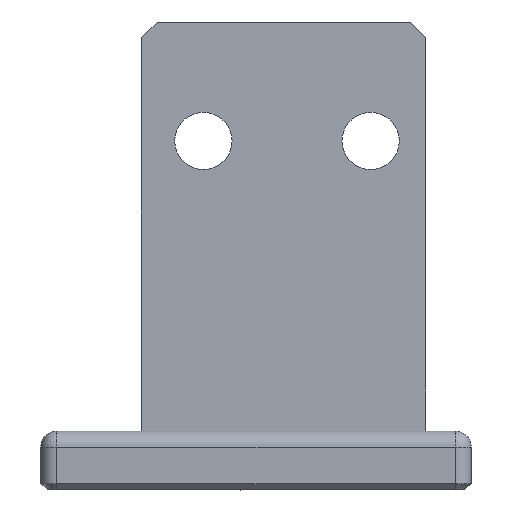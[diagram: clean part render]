
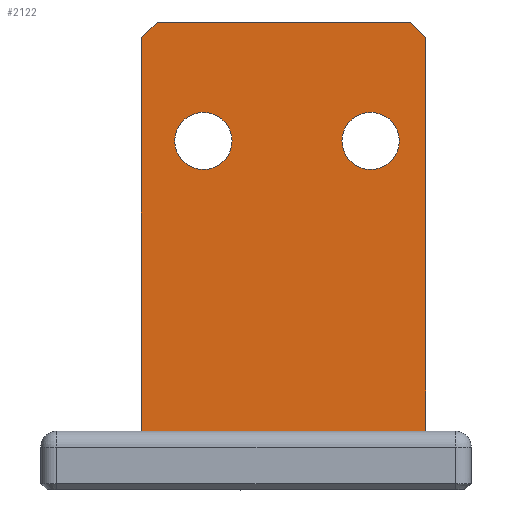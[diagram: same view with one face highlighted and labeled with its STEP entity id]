
A CAD part, left-side view. The second image highlights one B-rep face of the part: STEP entity #2122.
In plain terms, the highlighted planar face has unit normal (-1, 0, 0).
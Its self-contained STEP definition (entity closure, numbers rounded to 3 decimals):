
#68=FACE_BOUND('',#354,.T.);
#69=FACE_BOUND('',#355,.T.);
#121=PLANE('',#2303);
#217=FACE_OUTER_BOUND('',#353,.T.);
#353=EDGE_LOOP('',(#1648,#1649,#1650,#1651,#1652,#1653));
#354=EDGE_LOOP('',(#1654));
#355=EDGE_LOOP('',(#1655));
#490=CIRCLE('',#2304,1.8);
#491=CIRCLE('',#2305,1.8);
#593=LINE('',#3381,#788);
#612=LINE('',#3431,#807);
#613=LINE('',#3434,#808);
#615=LINE('',#3438,#810);
#616=LINE('',#3440,#811);
#617=LINE('',#3441,#812);
#788=VECTOR('',#2655,10.);
#807=VECTOR('',#2690,10.);
#808=VECTOR('',#2693,10.);
#810=VECTOR('',#2697,10.);
#811=VECTOR('',#2698,10.);
#812=VECTOR('',#2699,10.);
#994=VERTEX_POINT('',#3377);
#995=VERTEX_POINT('',#3379);
#1018=VERTEX_POINT('',#3429);
#1019=VERTEX_POINT('',#3433);
#1020=VERTEX_POINT('',#3437);
#1021=VERTEX_POINT('',#3439);
#1022=VERTEX_POINT('',#3442);
#1023=VERTEX_POINT('',#3444);
#1228=EDGE_CURVE('',#995,#994,#593,.T.);
#1253=EDGE_CURVE('',#1018,#995,#612,.T.);
#1254=EDGE_CURVE('',#994,#1019,#613,.T.);
#1256=EDGE_CURVE('',#1020,#1018,#615,.T.);
#1257=EDGE_CURVE('',#1020,#1021,#616,.T.);
#1258=EDGE_CURVE('',#1019,#1021,#617,.T.);
#1259=EDGE_CURVE('',#1022,#1022,#490,.F.);
#1260=EDGE_CURVE('',#1023,#1023,#491,.F.);
#1648=ORIENTED_EDGE('',*,*,#1228,.F.);
#1649=ORIENTED_EDGE('',*,*,#1253,.F.);
#1650=ORIENTED_EDGE('',*,*,#1256,.F.);
#1651=ORIENTED_EDGE('',*,*,#1257,.T.);
#1652=ORIENTED_EDGE('',*,*,#1258,.F.);
#1653=ORIENTED_EDGE('',*,*,#1254,.F.);
#1654=ORIENTED_EDGE('',*,*,#1259,.F.);
#1655=ORIENTED_EDGE('',*,*,#1260,.F.);
#2122=ADVANCED_FACE('',(#217,#68,#69),#121,.F.);
#2303=AXIS2_PLACEMENT_3D('',#3436,#2695,#2696);
#2304=AXIS2_PLACEMENT_3D('',#3443,#2700,#2701);
#2305=AXIS2_PLACEMENT_3D('',#3445,#2702,#2703);
#2655=DIRECTION('',(0.,1.,0.));
#2690=DIRECTION('',(0.,0.,-1.));
#2693=DIRECTION('',(0.,0.,1.));
#2695=DIRECTION('center_axis',(1.,0.,0.));
#2696=DIRECTION('ref_axis',(0.,1.,0.));
#2697=DIRECTION('',(0.,-0.707,-0.707));
#2698=DIRECTION('',(0.,1.,0.));
#2699=DIRECTION('',(0.,-0.707,0.707));
#2700=DIRECTION('center_axis',(1.,0.,0.));
#2701=DIRECTION('ref_axis',(0.,1.,0.));
#2702=DIRECTION('center_axis',(1.,0.,0.));
#2703=DIRECTION('ref_axis',(0.,1.,0.));
#3377=CARTESIAN_POINT('',(132.764,-60.617,-9.599));
#3379=CARTESIAN_POINT('',(132.764,-78.467,-9.599));
#3381=CARTESIAN_POINT('',(132.764,-68.792,-9.599));
#3429=CARTESIAN_POINT('',(132.764,-78.467,15.151));
#3431=CARTESIAN_POINT('',(132.764,-78.467,1.813));
#3433=CARTESIAN_POINT('',(132.764,-60.617,15.101));
#3434=CARTESIAN_POINT('',(132.764,-60.617,3.608));
#3436=CARTESIAN_POINT('Origin',(132.764,-69.767,2.615));
#3437=CARTESIAN_POINT('',(132.764,-77.517,16.101));
#3438=CARTESIAN_POINT('',(132.764,-79.201,14.417));
#3439=CARTESIAN_POINT('',(132.764,-61.617,16.101));
#3440=CARTESIAN_POINT('',(132.764,-69.767,16.101));
#3441=CARTESIAN_POINT('',(132.764,-59.933,14.417));
#3442=CARTESIAN_POINT('',(132.764,-76.817,8.629));
#3443=CARTESIAN_POINT('Origin',(132.764,-75.017,8.629));
#3444=CARTESIAN_POINT('',(132.764,-66.312,8.629));
#3445=CARTESIAN_POINT('Origin',(132.764,-64.512,8.629));
